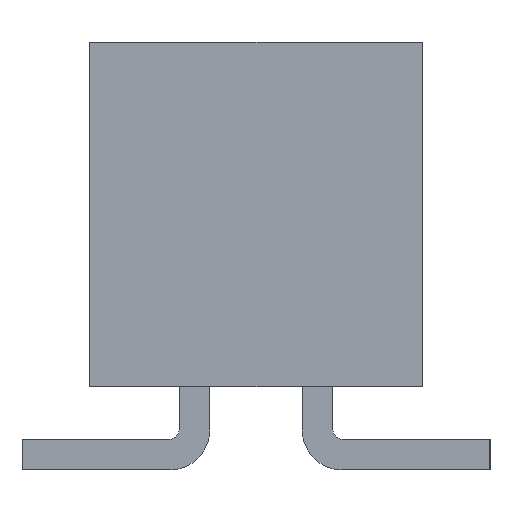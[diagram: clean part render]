
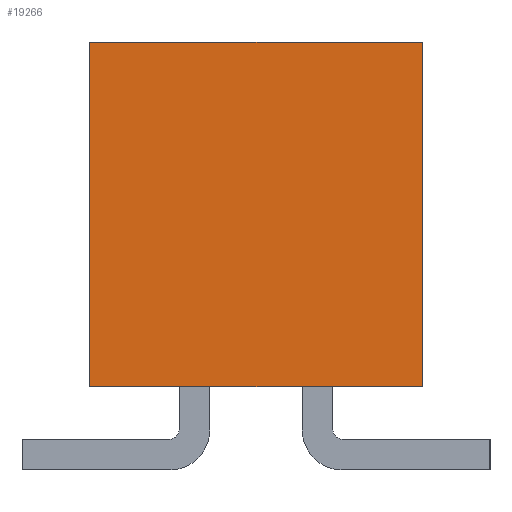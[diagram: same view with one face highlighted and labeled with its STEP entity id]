
A CAD part, left-side view. The second image highlights one B-rep face of the part: STEP entity #19266.
In plain terms, the highlighted planar face has unit normal (-1, 0, 0).
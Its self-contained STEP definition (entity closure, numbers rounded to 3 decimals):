
#18775=CARTESIAN_POINT('',(-21.15,2.7,6.95));
#18776=VERTEX_POINT('',#18775);
#18783=CARTESIAN_POINT('',(-21.15,-2.7,6.95));
#18784=VERTEX_POINT('',#18783);
#18785=CARTESIAN_POINT('',(-21.15,-2.7,6.95));
#18786=DIRECTION('',(0.0,1.0,0.0));
#18787=VECTOR('',#18786,5.4);
#18788=LINE('',#18785,#18787);
#18789=EDGE_CURVE('',#18784,#18776,#18788,.T.);
#19143=CARTESIAN_POINT('',(-21.15,-2.7,1.35));
#19144=VERTEX_POINT('',#19143);
#19145=CARTESIAN_POINT('',(-21.15,-2.7,6.95));
#19146=DIRECTION('',(0.0,0.0,-1.0));
#19147=VECTOR('',#19146,5.6);
#19148=LINE('',#19145,#19147);
#19149=EDGE_CURVE('',#18784,#19144,#19148,.T.);
#19243=CARTESIAN_POINT('',(-21.15,2.7,6.95));
#19244=DIRECTION('',(-1.0,0.0,0.0));
#19245=DIRECTION('',(0.0,0.0,1.0));
#19246=AXIS2_PLACEMENT_3D('',#19243,#19244,#19245);
#19247=PLANE('',#19246);
#19248=CARTESIAN_POINT('',(-21.15,2.7,1.35));
#19249=VERTEX_POINT('',#19248);
#19250=CARTESIAN_POINT('',(-21.15,2.7,1.35));
#19251=DIRECTION('',(0.0,-1.0,0.0));
#19252=VECTOR('',#19251,5.4);
#19253=LINE('',#19250,#19252);
#19254=EDGE_CURVE('',#19249,#19144,#19253,.T.);
#19255=ORIENTED_EDGE('',*,*,#19254,.T.);
#19256=ORIENTED_EDGE('',*,*,#19149,.F.);
#19257=ORIENTED_EDGE('',*,*,#18789,.T.);
#19258=CARTESIAN_POINT('',(-21.15,2.7,6.95));
#19259=DIRECTION('',(0.0,0.0,-1.0));
#19260=VECTOR('',#19259,5.6);
#19261=LINE('',#19258,#19260);
#19262=EDGE_CURVE('',#18776,#19249,#19261,.T.);
#19263=ORIENTED_EDGE('',*,*,#19262,.T.);
#19264=EDGE_LOOP('',(#19255,#19256,#19257,#19263));
#19265=FACE_OUTER_BOUND('',#19264,.T.);
#19266=ADVANCED_FACE('',(#19265),#19247,.T.);
